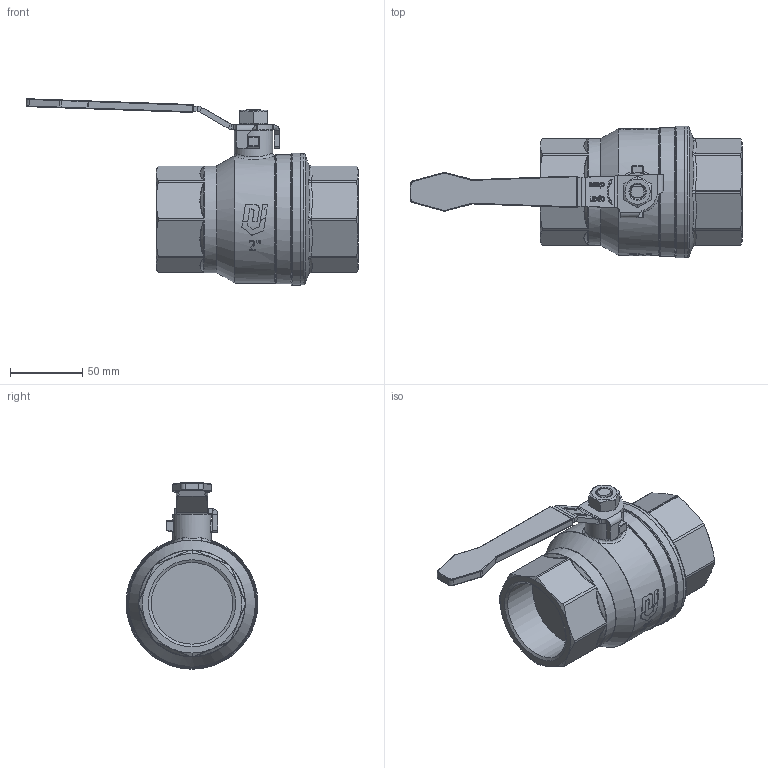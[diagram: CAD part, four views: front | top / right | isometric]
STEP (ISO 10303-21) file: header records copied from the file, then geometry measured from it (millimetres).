
FILE_DESCRIPTION(('HOOPS Exchange Step'),'2;1');
FILE_NAME('GK14_DN50.stp','2025-12-17T15:46:44+01:00',('nieru'),('Unknown organisation'),'HOOPS Exchange 2024.2','HOOPS Exchange','Unknown authorisation');
FILE_SCHEMA( ('AP203_CONFIGURATION_CONTROLLED_3D_DESIGN_OF_MECHANICAL_PARTS_AND_ASSEMBLIES_MIM_LF') );
Length unit declared in the file: millimetre
Products named in the file (2): 0; root
Assembly tree (1 placements, depth 2):
  root
    0
Bounding box: 230.4 x 91.5 x 129.45 mm (x, y, z)
Volume: 582746.3 mm3; surface area: 67223.4 mm2
Topology: 1 solids, 1 shells, 759 faces, 2007 edges, 1278 vertices
Faces by surface type: bspline 257, plane 239, cylinder 153, torus 48, cone 45, sphere 17
Full cylindrical faces by diameter (mm): 26.5 x1, 56.656 x1, 56.66 x1, 74 x1, 89.5 x1, 91 x1, 91.5 x1
Entity records: 31937 total; most frequent: CARTESIAN_POINT 15487, ORIENTED_EDGE 3990, DIRECTION 2341, EDGE_CURVE 1995, VERTEX_POINT 1278, B_SPLINE_CURVE_WITH_KNOTS 946, AXIS2_PLACEMENT_3D 885, EDGE_LOOP 803
